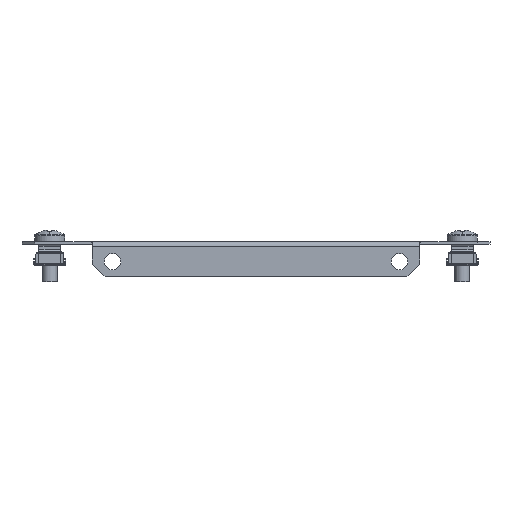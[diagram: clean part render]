
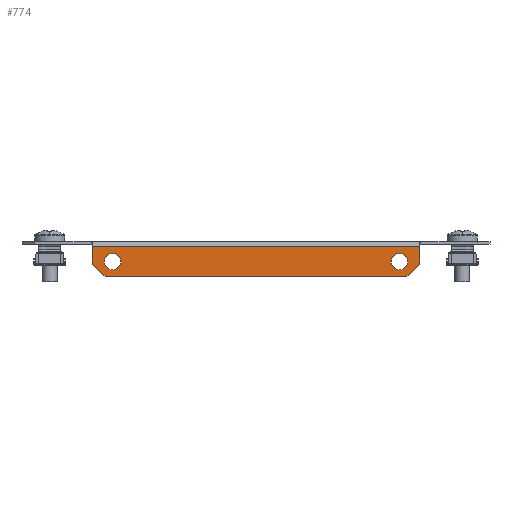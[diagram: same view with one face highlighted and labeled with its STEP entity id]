
A CAD part, front view. The second image highlights one B-rep face of the part: STEP entity #774.
In plain terms, the highlighted planar face has unit normal (0, -1, 0).
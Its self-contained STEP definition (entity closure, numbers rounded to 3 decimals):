
#303 = VERTEX_POINT ( 'NONE', #5131 ) ;
#306 = VECTOR ( 'NONE', #5979, 1000. ) ;
#315 = CARTESIAN_POINT ( 'NONE',  ( 0., -149.5, -14. ) ) ;
#342 = ORIENTED_EDGE ( 'NONE', *, *, #7798, .T. ) ;
#428 = ORIENTED_EDGE ( 'NONE', *, *, #2103, .T. ) ;
#439 = DIRECTION ( 'NONE',  ( 0., 1., 0. ) ) ;
#491 = VERTEX_POINT ( 'NONE', #5615 ) ;
#648 = CIRCLE ( 'NONE', #5235, 3.25 ) ;
#696 = CARTESIAN_POINT ( 'NONE',  ( 57., -149.5, -8. ) ) ;
#774 = ADVANCED_FACE ( 'NONE', ( #4098, #4134, #5988 ), #1052, .T. ) ;
#777 = CARTESIAN_POINT ( 'NONE',  ( 65., -149.5, 0. ) ) ;
#784 = CIRCLE ( 'NONE', #5378, 3.25 ) ;
#792 = ORIENTED_EDGE ( 'NONE', *, *, #3062, .T. ) ;
#816 = VERTEX_POINT ( 'NONE', #2154 ) ;
#896 = CARTESIAN_POINT ( 'NONE',  ( 0., -149.5, -2. ) ) ;
#1052 = PLANE ( 'NONE',  #6513 ) ;
#1100 = CARTESIAN_POINT ( 'NONE',  ( -65., -149.5, 0. ) ) ;
#1154 = DIRECTION ( 'NONE',  ( 0., -1., 0. ) ) ;
#1183 = DIRECTION ( 'NONE',  ( 0., -1., 0. ) ) ;
#1622 = DIRECTION ( 'NONE',  ( 0., 0., 1. ) ) ;
#1635 = DIRECTION ( 'NONE',  ( -1., 0., 0. ) ) ;
#1644 = LINE ( 'NONE', #6626, #7896 ) ;
#1804 = CARTESIAN_POINT ( 'NONE',  ( 57., -149.5, -8. ) ) ;
#2103 = EDGE_CURVE ( 'NONE', #7300, #303, #4693, .T. ) ;
#2154 = CARTESIAN_POINT ( 'NONE',  ( 60., -149.5, -14. ) ) ;
#2253 = VERTEX_POINT ( 'NONE', #2289 ) ;
#2289 = CARTESIAN_POINT ( 'NONE',  ( -65., -149.5, -2. ) ) ;
#2305 = EDGE_CURVE ( 'NONE', #7877, #7407, #2504, .T. ) ;
#2504 = CIRCLE ( 'NONE', #4756, 3.25 ) ;
#2664 = EDGE_CURVE ( 'NONE', #2253, #3715, #4099, .T. ) ;
#2810 = CARTESIAN_POINT ( 'NONE',  ( 37., -149.5, -37. ) ) ;
#2818 = CARTESIAN_POINT ( 'NONE',  ( 0., -149.5, 0. ) ) ;
#2979 = EDGE_CURVE ( 'NONE', #491, #3738, #6857, .T. ) ;
#3032 = EDGE_LOOP ( 'NONE', ( #342, #792, #428, #8046, #6220, #5802 ) ) ;
#3062 = EDGE_CURVE ( 'NONE', #816, #7300, #6594, .T. ) ;
#3193 = ORIENTED_EDGE ( 'NONE', *, *, #2305, .F. ) ;
#3302 = VECTOR ( 'NONE', #5319, 1000. ) ;
#3311 = AXIS2_PLACEMENT_3D ( 'NONE', #4128, #439, #3512 ) ;
#3512 = DIRECTION ( 'NONE',  ( 0., 0., 1. ) ) ;
#3600 = EDGE_CURVE ( 'NONE', #7407, #7877, #648, .T. ) ;
#3629 = CARTESIAN_POINT ( 'NONE',  ( -57., -149.5, -8. ) ) ;
#3715 = VERTEX_POINT ( 'NONE', #6206 ) ;
#3738 = VERTEX_POINT ( 'NONE', #5507 ) ;
#3831 = EDGE_CURVE ( 'NONE', #303, #2253, #6617, .T. ) ;
#4038 = DIRECTION ( 'NONE',  ( 0.707, 0., -0.707 ) ) ;
#4098 = FACE_BOUND ( 'NONE', #6229, .T. ) ;
#4099 = LINE ( 'NONE', #1100, #5021 ) ;
#4128 = CARTESIAN_POINT ( 'NONE',  ( -57., -149.5, -8. ) ) ;
#4134 = FACE_BOUND ( 'NONE', #7508, .T. ) ;
#4135 = DIRECTION ( 'NONE',  ( 0., 0., -1. ) ) ;
#4158 = CARTESIAN_POINT ( 'NONE',  ( 65., -149.5, -9. ) ) ;
#4159 = VERTEX_POINT ( 'NONE', #7738 ) ;
#4644 = ORIENTED_EDGE ( 'NONE', *, *, #2979, .T. ) ;
#4693 = LINE ( 'NONE', #777, #6961 ) ;
#4756 = AXIS2_PLACEMENT_3D ( 'NONE', #696, #1183, #6232 ) ;
#4762 = DIRECTION ( 'NONE',  ( 0., -1., 0. ) ) ;
#4908 = EDGE_CURVE ( 'NONE', #3738, #491, #784, .T. ) ;
#4980 = DIRECTION ( 'NONE',  ( 0., 0., 1. ) ) ;
#4995 = ORIENTED_EDGE ( 'NONE', *, *, #4908, .T. ) ;
#5021 = VECTOR ( 'NONE', #4135, 1000. ) ;
#5131 = CARTESIAN_POINT ( 'NONE',  ( 65., -149.5, -2. ) ) ;
#5235 = AXIS2_PLACEMENT_3D ( 'NONE', #1804, #1154, #5633 ) ;
#5319 = DIRECTION ( 'NONE',  ( 1., 0., 0. ) ) ;
#5335 = DIRECTION ( 'NONE',  ( 0., 0., 1. ) ) ;
#5378 = AXIS2_PLACEMENT_3D ( 'NONE', #3629, #6904, #4980 ) ;
#5507 = CARTESIAN_POINT ( 'NONE',  ( -57., -149.5, -4.75 ) ) ;
#5615 = CARTESIAN_POINT ( 'NONE',  ( -57., -149.5, -11.25 ) ) ;
#5633 = DIRECTION ( 'NONE',  ( 0., 0., 1. ) ) ;
#5752 = CARTESIAN_POINT ( 'NONE',  ( 57., -149.5, -4.75 ) ) ;
#5802 = ORIENTED_EDGE ( 'NONE', *, *, #7073, .T. ) ;
#5946 = LINE ( 'NONE', #315, #3302 ) ;
#5979 = DIRECTION ( 'NONE',  ( 0.707, 0., 0.707 ) ) ;
#5988 = FACE_OUTER_BOUND ( 'NONE', #3032, .T. ) ;
#6206 = CARTESIAN_POINT ( 'NONE',  ( -65., -149.5, -9. ) ) ;
#6220 = ORIENTED_EDGE ( 'NONE', *, *, #2664, .T. ) ;
#6229 = EDGE_LOOP ( 'NONE', ( #6334, #3193 ) ) ;
#6232 = DIRECTION ( 'NONE',  ( 0., 0., 1. ) ) ;
#6334 = ORIENTED_EDGE ( 'NONE', *, *, #3600, .F. ) ;
#6513 = AXIS2_PLACEMENT_3D ( 'NONE', #2818, #4762, #1622 ) ;
#6552 = VECTOR ( 'NONE', #1635, 1000. ) ;
#6594 = LINE ( 'NONE', #2810, #306 ) ;
#6617 = LINE ( 'NONE', #896, #6552 ) ;
#6626 = CARTESIAN_POINT ( 'NONE',  ( -37., -149.5, -37. ) ) ;
#6857 = CIRCLE ( 'NONE', #3311, 3.25 ) ;
#6904 = DIRECTION ( 'NONE',  ( 0., 1., 0. ) ) ;
#6961 = VECTOR ( 'NONE', #5335, 1000. ) ;
#7073 = EDGE_CURVE ( 'NONE', #3715, #4159, #1644, .T. ) ;
#7300 = VERTEX_POINT ( 'NONE', #4158 ) ;
#7407 = VERTEX_POINT ( 'NONE', #5752 ) ;
#7454 = CARTESIAN_POINT ( 'NONE',  ( 57., -149.5, -11.25 ) ) ;
#7508 = EDGE_LOOP ( 'NONE', ( #4995, #4644 ) ) ;
#7738 = CARTESIAN_POINT ( 'NONE',  ( -60., -149.5, -14. ) ) ;
#7798 = EDGE_CURVE ( 'NONE', #4159, #816, #5946, .T. ) ;
#7877 = VERTEX_POINT ( 'NONE', #7454 ) ;
#7896 = VECTOR ( 'NONE', #4038, 1000. ) ;
#8046 = ORIENTED_EDGE ( 'NONE', *, *, #3831, .T. ) ;
